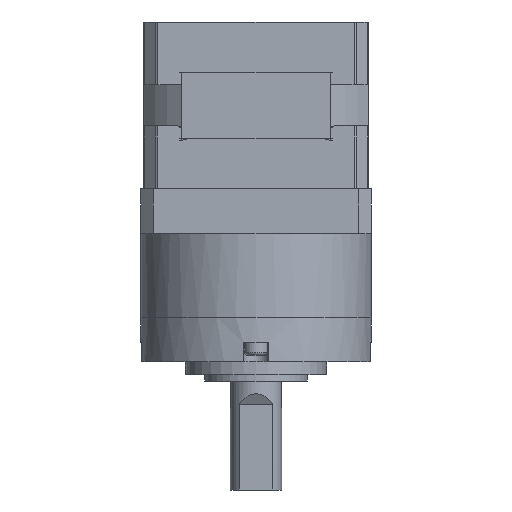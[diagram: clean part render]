
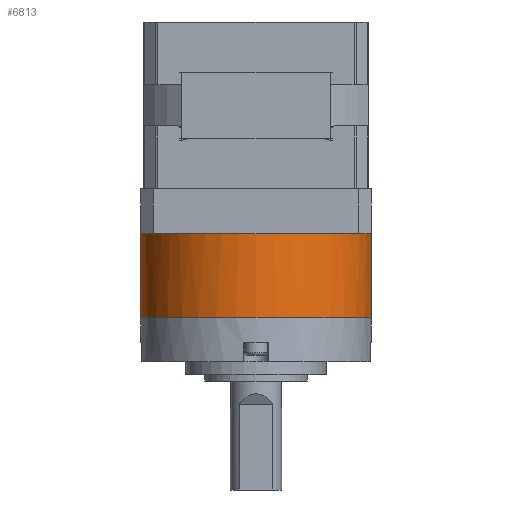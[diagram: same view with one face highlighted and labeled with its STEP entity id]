
A CAD part, front view. The second image highlights one B-rep face of the part: STEP entity #6813.
In plain terms, the highlighted cylindrical face has radius 18 mm (diameter 36 mm), a partial arc.
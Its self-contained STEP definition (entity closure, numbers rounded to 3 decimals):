
#48 = VERTEX_POINT ( 'NONE', #13946 ) ;
#88 = DIRECTION ( 'NONE',  ( 0., 0., -1. ) ) ;
#314 = VERTEX_POINT ( 'NONE', #2591 ) ;
#1394 = DIRECTION ( 'NONE',  ( 1., 0., 0. ) ) ;
#1417 = EDGE_CURVE ( 'NONE', #48, #13141, #2106, .T. ) ;
#1480 = DIRECTION ( 'NONE',  ( 0., 0., 1. ) ) ;
#1515 = CARTESIAN_POINT ( 'NONE',  ( 0., 0., 0. ) ) ;
#1550 = ORIENTED_EDGE ( 'NONE', *, *, #12834, .F. ) ;
#1668 = CARTESIAN_POINT ( 'NONE',  ( 0., 18., 0. ) ) ;
#2020 = CIRCLE ( 'NONE', #11360, 18. ) ;
#2075 = CIRCLE ( 'NONE', #10234, 18. ) ;
#2106 = LINE ( 'NONE', #3557, #6326 ) ;
#2410 = CARTESIAN_POINT ( 'NONE',  ( 0., 0., 0. ) ) ;
#2461 = EDGE_CURVE ( 'NONE', #13141, #314, #2075, .T. ) ;
#2571 = FACE_OUTER_BOUND ( 'NONE', #5548, .T. ) ;
#2591 = CARTESIAN_POINT ( 'NONE',  ( 0., 10.279, -14.777 ) ) ;
#2929 = DIRECTION ( 'NONE',  ( 1., 0., 0. ) ) ;
#2977 = ORIENTED_EDGE ( 'NONE', *, *, #9230, .T. ) ;
#3187 = VECTOR ( 'NONE', #9160, 1000. ) ;
#3369 = LINE ( 'NONE', #9107, #3187 ) ;
#3557 = CARTESIAN_POINT ( 'NONE',  ( 0., 0., -18. ) ) ;
#3786 = DIRECTION ( 'NONE',  ( 0., 0., -1. ) ) ;
#4096 = CIRCLE ( 'NONE', #9617, 18. ) ;
#4118 = EDGE_CURVE ( 'NONE', #10187, #12471, #7395, .T. ) ;
#4503 = CARTESIAN_POINT ( 'NONE',  ( 0., 0., 0. ) ) ;
#4582 = DIRECTION ( 'NONE',  ( 1., 0., 0. ) ) ;
#5109 = DIRECTION ( 'NONE',  ( 0., 0., -1. ) ) ;
#5114 = AXIS2_PLACEMENT_3D ( 'NONE', #5188, #6449, #10899 ) ;
#5122 = ORIENTED_EDGE ( 'NONE', *, *, #13526, .T. ) ;
#5154 = DIRECTION ( 'NONE',  ( 0., 0., -1. ) ) ;
#5188 = CARTESIAN_POINT ( 'NONE',  ( 0., 0., 0. ) ) ;
#5548 = EDGE_LOOP ( 'NONE', ( #5122, #2977, #1550, #7025, #8211, #11932, #11511, #9620, #9276 ) ) ;
#5589 = DIRECTION ( 'NONE',  ( 1., 0., 0. ) ) ;
#6047 = AXIS2_PLACEMENT_3D ( 'NONE', #8343, #10567, #5109 ) ;
#6302 = CIRCLE ( 'NONE', #5114, 18. ) ;
#6326 = VECTOR ( 'NONE', #10350, 1000. ) ;
#6449 = DIRECTION ( 'NONE',  ( 1., 0., 0. ) ) ;
#6780 = CYLINDRICAL_SURFACE ( 'NONE', #9865, 18. ) ;
#6813 = ADVANCED_FACE ( 'NONE', ( #2571 ), #6780, .T. ) ;
#7025 = ORIENTED_EDGE ( 'NONE', *, *, #4118, .F. ) ;
#7084 = CARTESIAN_POINT ( 'NONE',  ( -13.129, 0., 0. ) ) ;
#7116 = VERTEX_POINT ( 'NONE', #7465 ) ;
#7395 = CIRCLE ( 'NONE', #6047, 18. ) ;
#7465 = CARTESIAN_POINT ( 'NONE',  ( 0., 0., 18. ) ) ;
#7845 = CARTESIAN_POINT ( 'NONE',  ( -13.129, 0., 18. ) ) ;
#8074 = VERTEX_POINT ( 'NONE', #1668 ) ;
#8211 = ORIENTED_EDGE ( 'NONE', *, *, #9544, .F. ) ;
#8254 = DIRECTION ( 'NONE',  ( 0., 0., -1. ) ) ;
#8282 = CARTESIAN_POINT ( 'NONE',  ( 0., 14.777, -10.279 ) ) ;
#8343 = CARTESIAN_POINT ( 'NONE',  ( 0., 0., 0. ) ) ;
#8492 = VERTEX_POINT ( 'NONE', #8282 ) ;
#8601 = EDGE_CURVE ( 'NONE', #314, #8492, #4096, .T. ) ;
#8658 = CIRCLE ( 'NONE', #9738, 18. ) ;
#9041 = DIRECTION ( 'NONE',  ( 1., 0., 0. ) ) ;
#9107 = CARTESIAN_POINT ( 'NONE',  ( 0., 0., 18. ) ) ;
#9160 = DIRECTION ( 'NONE',  ( 1., 0., 0. ) ) ;
#9230 = EDGE_CURVE ( 'NONE', #10706, #7116, #3369, .T. ) ;
#9276 = ORIENTED_EDGE ( 'NONE', *, *, #1417, .F. ) ;
#9511 = CARTESIAN_POINT ( 'NONE',  ( 0., 10.279, 14.777 ) ) ;
#9544 = EDGE_CURVE ( 'NONE', #8074, #10187, #8658, .T. ) ;
#9617 = AXIS2_PLACEMENT_3D ( 'NONE', #13734, #1394, #3786 ) ;
#9620 = ORIENTED_EDGE ( 'NONE', *, *, #2461, .F. ) ;
#9738 = AXIS2_PLACEMENT_3D ( 'NONE', #12242, #5589, #13412 ) ;
#9865 = AXIS2_PLACEMENT_3D ( 'NONE', #4503, #9041, #8254 ) ;
#10187 = VERTEX_POINT ( 'NONE', #13553 ) ;
#10234 = AXIS2_PLACEMENT_3D ( 'NONE', #1515, #2929, #5154 ) ;
#10350 = DIRECTION ( 'NONE',  ( 1., 0., 0. ) ) ;
#10538 = DIRECTION ( 'NONE',  ( 1., 0., 0. ) ) ;
#10567 = DIRECTION ( 'NONE',  ( 1., 0., 0. ) ) ;
#10624 = CIRCLE ( 'NONE', #11467, 18. ) ;
#10625 = CARTESIAN_POINT ( 'NONE',  ( 0., 0., -18. ) ) ;
#10706 = VERTEX_POINT ( 'NONE', #7845 ) ;
#10899 = DIRECTION ( 'NONE',  ( 0., 0., -1. ) ) ;
#11050 = EDGE_CURVE ( 'NONE', #8492, #8074, #6302, .T. ) ;
#11360 = AXIS2_PLACEMENT_3D ( 'NONE', #2410, #4582, #88 ) ;
#11467 = AXIS2_PLACEMENT_3D ( 'NONE', #7084, #10538, #1480 ) ;
#11511 = ORIENTED_EDGE ( 'NONE', *, *, #8601, .F. ) ;
#11932 = ORIENTED_EDGE ( 'NONE', *, *, #11050, .F. ) ;
#12242 = CARTESIAN_POINT ( 'NONE',  ( 0., 0., 0. ) ) ;
#12471 = VERTEX_POINT ( 'NONE', #9511 ) ;
#12834 = EDGE_CURVE ( 'NONE', #12471, #7116, #2020, .T. ) ;
#13141 = VERTEX_POINT ( 'NONE', #10625 ) ;
#13412 = DIRECTION ( 'NONE',  ( 0., 0., -1. ) ) ;
#13526 = EDGE_CURVE ( 'NONE', #48, #10706, #10624, .T. ) ;
#13553 = CARTESIAN_POINT ( 'NONE',  ( 0., 14.777, 10.279 ) ) ;
#13734 = CARTESIAN_POINT ( 'NONE',  ( 0., 0., 0. ) ) ;
#13946 = CARTESIAN_POINT ( 'NONE',  ( -13.129, 0., -18. ) ) ;
